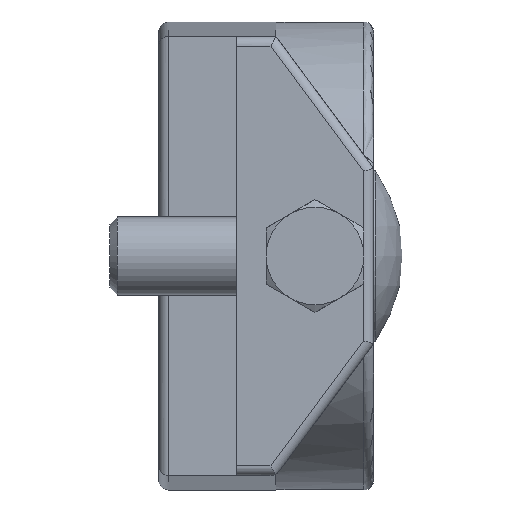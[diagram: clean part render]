
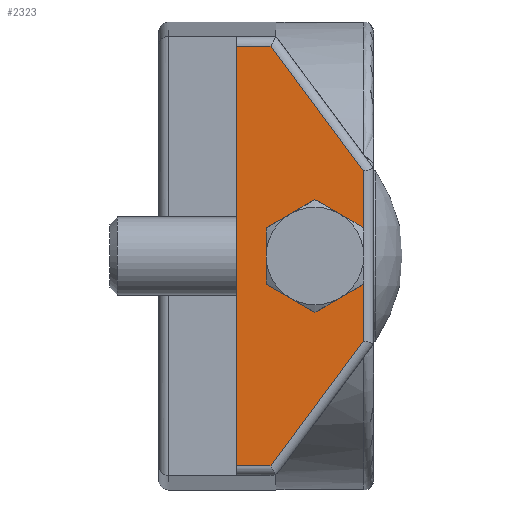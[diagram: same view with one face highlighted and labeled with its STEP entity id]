
A CAD part, left-side view. The second image highlights one B-rep face of the part: STEP entity #2323.
In plain terms, the highlighted planar face has unit normal (-1, 0, 0).
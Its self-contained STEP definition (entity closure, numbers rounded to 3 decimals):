
#178=LINE('',#3833,#332);
#182=LINE('',#3870,#336);
#188=LINE('',#3890,#342);
#189=LINE('',#3894,#343);
#190=LINE('',#3896,#344);
#191=LINE('',#3897,#345);
#332=VECTOR('',#2984,1.);
#336=VECTOR('',#3000,1.);
#342=VECTOR('',#3020,1.);
#343=VECTOR('',#3025,1.);
#344=VECTOR('',#3026,1.);
#345=VECTOR('',#3027,1.);
#500=FACE_BOUND('',#741,.T.);
#570=FACE_OUTER_BOUND('',#740,.T.);
#740=EDGE_LOOP('',(#1737,#1738,#1739,#1740,#1741,#1742));
#741=EDGE_LOOP('',(#1743));
#891=CIRCLE('',#2487,3.);
#1006=VERTEX_POINT('',#3604);
#1058=VERTEX_POINT('',#3830);
#1059=VERTEX_POINT('',#3832);
#1064=VERTEX_POINT('',#3869);
#1071=VERTEX_POINT('',#3889);
#1072=VERTEX_POINT('',#3893);
#1073=VERTEX_POINT('',#3895);
#1229=EDGE_CURVE('',#1006,#1006,#891,.T.);
#1300=EDGE_CURVE('',#1058,#1059,#178,.T.);
#1309=EDGE_CURVE('',#1059,#1064,#182,.T.);
#1319=EDGE_CURVE('',#1064,#1071,#188,.T.);
#1321=EDGE_CURVE('',#1072,#1058,#189,.T.);
#1322=EDGE_CURVE('',#1073,#1072,#190,.T.);
#1323=EDGE_CURVE('',#1073,#1071,#191,.T.);
#1737=ORIENTED_EDGE('',*,*,#1309,.F.);
#1738=ORIENTED_EDGE('',*,*,#1300,.F.);
#1739=ORIENTED_EDGE('',*,*,#1321,.F.);
#1740=ORIENTED_EDGE('',*,*,#1322,.F.);
#1741=ORIENTED_EDGE('',*,*,#1323,.T.);
#1742=ORIENTED_EDGE('',*,*,#1319,.F.);
#1743=ORIENTED_EDGE('',*,*,#1229,.T.);
#2212=PLANE('',#2556);
#2323=ADVANCED_FACE('',(#570,#500),#2212,.T.);
#2487=AXIS2_PLACEMENT_3D('',#3605,#2840,#2841);
#2556=AXIS2_PLACEMENT_3D('',#3892,#3023,#3024);
#2840=DIRECTION('center_axis',(1.,0.,0.));
#2841=DIRECTION('ref_axis',(0.,1.,0.));
#2984=DIRECTION('',(0.,0.,-1.));
#3000=DIRECTION('',(0.,0.595,-0.804));
#3020=DIRECTION('',(0.,1.,0.));
#3023=DIRECTION('center_axis',(-1.,0.,0.));
#3024=DIRECTION('ref_axis',(0.,0.,-1.));
#3025=DIRECTION('',(0.,-0.595,-0.804));
#3026=DIRECTION('',(0.,-1.,0.));
#3027=DIRECTION('',(0.,0.,-1.));
#3604=CARTESIAN_POINT('',(-85.,-11.,0.));
#3605=CARTESIAN_POINT('Origin',(-85.,-8.,0.));
#3830=CARTESIAN_POINT('',(-85.,-13.,8.67));
#3832=CARTESIAN_POINT('',(-85.,-13.,-8.67));
#3833=CARTESIAN_POINT('',(-85.,-13.,11.25));
#3869=CARTESIAN_POINT('',(-85.,-3.496,-21.5));
#3870=CARTESIAN_POINT('',(-85.,-20.73,1.765));
#3889=CARTESIAN_POINT('',(-85.,0.,-21.5));
#3890=CARTESIAN_POINT('',(-85.,-14.,-21.5));
#3892=CARTESIAN_POINT('Origin',(-85.,-14.,22.5));
#3893=CARTESIAN_POINT('',(-85.,-3.496,21.5));
#3894=CARTESIAN_POINT('',(-85.,-4.968,19.513));
#3895=CARTESIAN_POINT('',(-85.,0.,21.5));
#3896=CARTESIAN_POINT('',(-85.,-14.,21.5));
#3897=CARTESIAN_POINT('',(-85.,0.,22.5));
